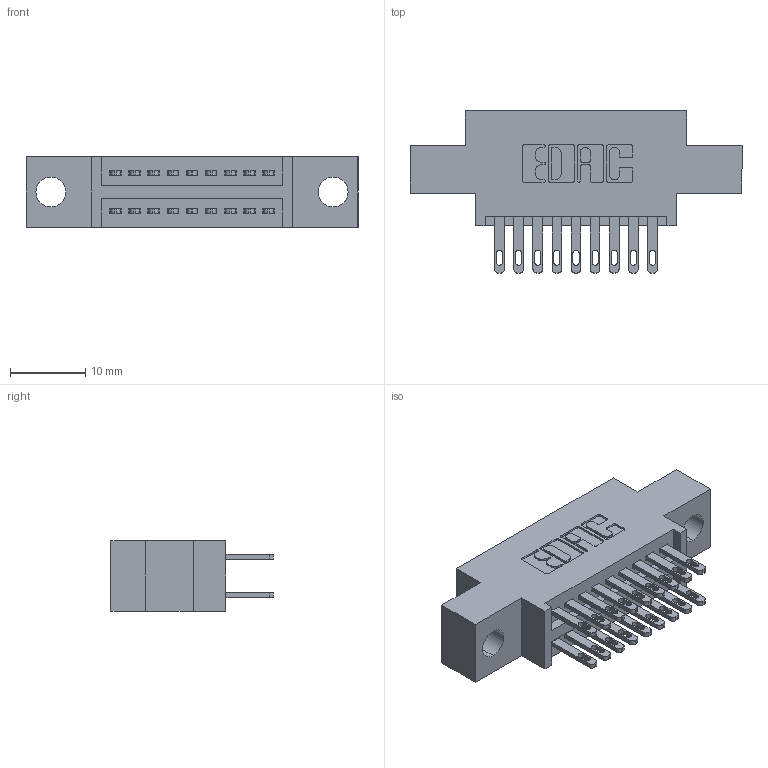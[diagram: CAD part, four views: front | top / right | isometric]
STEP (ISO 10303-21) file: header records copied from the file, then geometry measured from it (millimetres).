
FILE_DESCRIPTION (( 'STEP AP203' ), '1' );
FILE_NAME ('345-018-500-804.STEP', '2018-08-19T05:20:20', ( '' ), ( '' ), 'SwSTEP 2.0', 'SolidWorks 2016', '' );
FILE_SCHEMA (( 'CONFIG_CONTROL_DESIGN' ));
Length unit declared in the file: inch
Products named in the file (3): 345 Part_0.170 Offset - 0.156 Dia-TH; 345-292-001_345-293-100; 345-018-500-804
Assembly tree (19 placements, depth 2):
  345-018-500-804
    345 Part_0.170 Offset - 0.156 Dia-TH
    345-292-001_345-293-100  x18
Bounding box: 44.07 x 21.51 x 9.4 mm (x, y, z)
Volume: 3830.6 mm3; surface area: 5157.5 mm2
Topology: 19 solids, 19 shells, 958 faces, 2890 edges, 1925 vertices
Faces by surface type: plane 570, cylinder 388
Entity records: 11569 total; most frequent: CARTESIAN_POINT 1972, ORIENTED_EDGE 1906, DIRECTION 1781, EDGE_CURVE 953, LINE 781, VECTOR 781, VERTEX_POINT 634, AXIS2_PLACEMENT_3D 500
